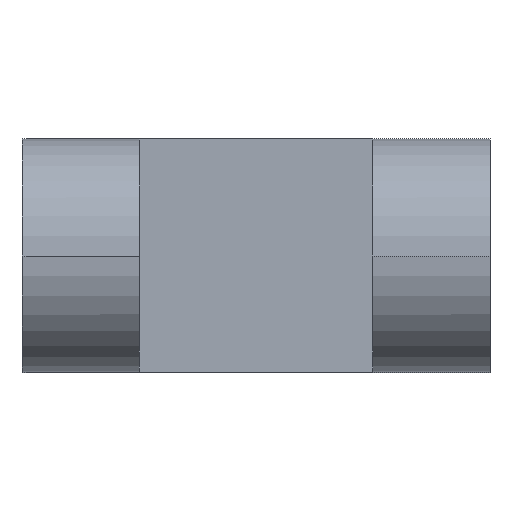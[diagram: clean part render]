
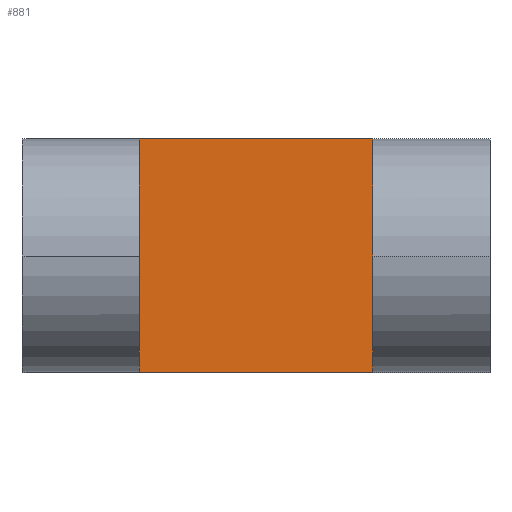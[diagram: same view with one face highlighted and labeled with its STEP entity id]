
A CAD part, front view. The second image highlights one B-rep face of the part: STEP entity #881.
In plain terms, the highlighted planar face has unit normal (0, -1, 0).
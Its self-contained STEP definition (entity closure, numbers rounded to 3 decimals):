
#45 = EDGE_CURVE ( 'NONE', #561, #232, #649, .T. ) ;
#47 = FACE_OUTER_BOUND ( 'NONE', #609, .T. ) ;
#48 = VERTEX_POINT ( 'NONE', #642 ) ;
#110 = ORIENTED_EDGE ( 'NONE', *, *, #1073, .T. ) ;
#128 = DIRECTION ( 'NONE',  ( 0., 0., -1. ) ) ;
#143 = CARTESIAN_POINT ( 'NONE',  ( 3., -25.375, -3. ) ) ;
#145 = ORIENTED_EDGE ( 'NONE', *, *, #45, .T. ) ;
#232 = VERTEX_POINT ( 'NONE', #835 ) ;
#265 = DIRECTION ( 'NONE',  ( -1., 0., 0. ) ) ;
#311 = LINE ( 'NONE', #722, #1201 ) ;
#355 = LINE ( 'NONE', #143, #399 ) ;
#378 = VECTOR ( 'NONE', #265, 1000. ) ;
#382 = VECTOR ( 'NONE', #128, 1000. ) ;
#399 = VECTOR ( 'NONE', #784, 1000. ) ;
#537 = ORIENTED_EDGE ( 'NONE', *, *, #785, .F. ) ;
#561 = VERTEX_POINT ( 'NONE', #877 ) ;
#609 = EDGE_LOOP ( 'NONE', ( #997, #110, #537, #145 ) ) ;
#642 = CARTESIAN_POINT ( 'NONE',  ( 3., -25.375, -3. ) ) ;
#649 = LINE ( 'NONE', #825, #382 ) ;
#652 = DIRECTION ( 'NONE',  ( 0., 0., -1. ) ) ;
#722 = CARTESIAN_POINT ( 'NONE',  ( -6., -25.375, 3. ) ) ;
#784 = DIRECTION ( 'NONE',  ( 0., 0., 1. ) ) ;
#785 = EDGE_CURVE ( 'NONE', #561, #1238, #311, .T. ) ;
#825 = CARTESIAN_POINT ( 'NONE',  ( -3., -25.375, -3. ) ) ;
#835 = CARTESIAN_POINT ( 'NONE',  ( -3., -25.375, -3. ) ) ;
#869 = CARTESIAN_POINT ( 'NONE',  ( -6., -25.375, -3. ) ) ;
#877 = CARTESIAN_POINT ( 'NONE',  ( -3., -25.375, 3. ) ) ;
#881 = ADVANCED_FACE ( 'NONE', ( #47 ), #1231, .F. ) ;
#951 = CARTESIAN_POINT ( 'NONE',  ( 0., -25.375, 0. ) ) ;
#976 = LINE ( 'NONE', #869, #378 ) ;
#997 = ORIENTED_EDGE ( 'NONE', *, *, #1022, .F. ) ;
#1000 = AXIS2_PLACEMENT_3D ( 'NONE', #951, #1148, #652 ) ;
#1022 = EDGE_CURVE ( 'NONE', #48, #232, #976, .T. ) ;
#1073 = EDGE_CURVE ( 'NONE', #48, #1238, #355, .T. ) ;
#1118 = DIRECTION ( 'NONE',  ( 1., 0., 0. ) ) ;
#1148 = DIRECTION ( 'NONE',  ( 0., 1., 0. ) ) ;
#1201 = VECTOR ( 'NONE', #1118, 1000. ) ;
#1231 = PLANE ( 'NONE',  #1000 ) ;
#1238 = VERTEX_POINT ( 'NONE', #1240 ) ;
#1240 = CARTESIAN_POINT ( 'NONE',  ( 3., -25.375, 3. ) ) ;
